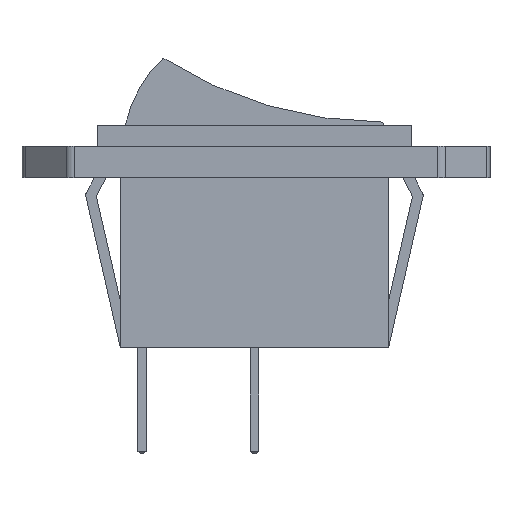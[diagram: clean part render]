
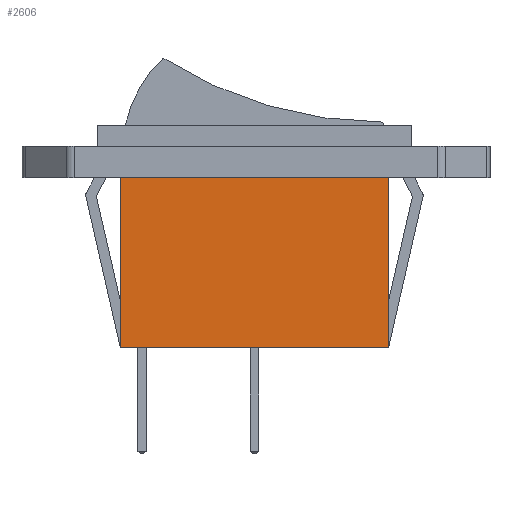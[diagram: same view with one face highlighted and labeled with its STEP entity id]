
A CAD part, top view. The second image highlights one B-rep face of the part: STEP entity #2606.
In plain terms, the highlighted planar face has unit normal (0, 0, 1).
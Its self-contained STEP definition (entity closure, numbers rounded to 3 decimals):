
#98 = CARTESIAN_POINT ( 'NONE',  ( -12.9, 8.668, 5.15 ) ) ;
#137 = ORIENTED_EDGE ( 'NONE', *, *, #2893, .T. ) ;
#179 = CARTESIAN_POINT ( 'NONE',  ( -12.9, -10.7, 5.15 ) ) ;
#218 = VERTEX_POINT ( 'NONE', #1636 ) ;
#249 = CARTESIAN_POINT ( 'NONE',  ( 0., 8.668, 5.15 ) ) ;
#327 = ORIENTED_EDGE ( 'NONE', *, *, #2729, .T. ) ;
#359 = ORIENTED_EDGE ( 'NONE', *, *, #1946, .T. ) ;
#434 = ORIENTED_EDGE ( 'NONE', *, *, #1469, .T. ) ;
#484 = VECTOR ( 'NONE', #2740, 1000. ) ;
#523 = VECTOR ( 'NONE', #2384, 1000. ) ;
#576 = LINE ( 'NONE', #2523, #2975 ) ;
#1105 = DIRECTION ( 'NONE',  ( -1., 0., 0. ) ) ;
#1126 = LINE ( 'NONE', #249, #2756 ) ;
#1129 = VERTEX_POINT ( 'NONE', #1583 ) ;
#1130 = PLANE ( 'NONE',  #2097 ) ;
#1330 = LINE ( 'NONE', #179, #484 ) ;
#1345 = FACE_OUTER_BOUND ( 'NONE', #2934, .T. ) ;
#1469 = EDGE_CURVE ( 'NONE', #218, #1692, #1126, .T. ) ;
#1551 = CARTESIAN_POINT ( 'NONE',  ( 0., 0., 5.15 ) ) ;
#1583 = CARTESIAN_POINT ( 'NONE',  ( 12.9, -10.7, 5.15 ) ) ;
#1636 = CARTESIAN_POINT ( 'NONE',  ( 12.9, 8.668, 5.15 ) ) ;
#1692 = VERTEX_POINT ( 'NONE', #98 ) ;
#1946 = EDGE_CURVE ( 'NONE', #1129, #218, #576, .T. ) ;
#2019 = DIRECTION ( 'NONE',  ( 0., 0., -1. ) ) ;
#2097 = AXIS2_PLACEMENT_3D ( 'NONE', #1551, #2019, #1105 ) ;
#2099 = DIRECTION ( 'NONE',  ( -1., 0., 0. ) ) ;
#2145 = CARTESIAN_POINT ( 'NONE',  ( -12.9, -10.7, 5.15 ) ) ;
#2384 = DIRECTION ( 'NONE',  ( 0., -1., 0. ) ) ;
#2397 = CARTESIAN_POINT ( 'NONE',  ( -12.9, -10.7, 5.15 ) ) ;
#2523 = CARTESIAN_POINT ( 'NONE',  ( 12.9, -10.7, 5.15 ) ) ;
#2606 = ADVANCED_FACE ( 'NONE', ( #1345 ), #1130, .F. ) ;
#2729 = EDGE_CURVE ( 'NONE', #2877, #1129, #1330, .T. ) ;
#2740 = DIRECTION ( 'NONE',  ( 1., 0., 0. ) ) ;
#2756 = VECTOR ( 'NONE', #2099, 1000. ) ;
#2877 = VERTEX_POINT ( 'NONE', #2145 ) ;
#2893 = EDGE_CURVE ( 'NONE', #1692, #2877, #3024, .T. ) ;
#2934 = EDGE_LOOP ( 'NONE', ( #359, #434, #137, #327 ) ) ;
#2975 = VECTOR ( 'NONE', #2994, 1000. ) ;
#2994 = DIRECTION ( 'NONE',  ( 0., 1., 0. ) ) ;
#3024 = LINE ( 'NONE', #2397, #523 ) ;
